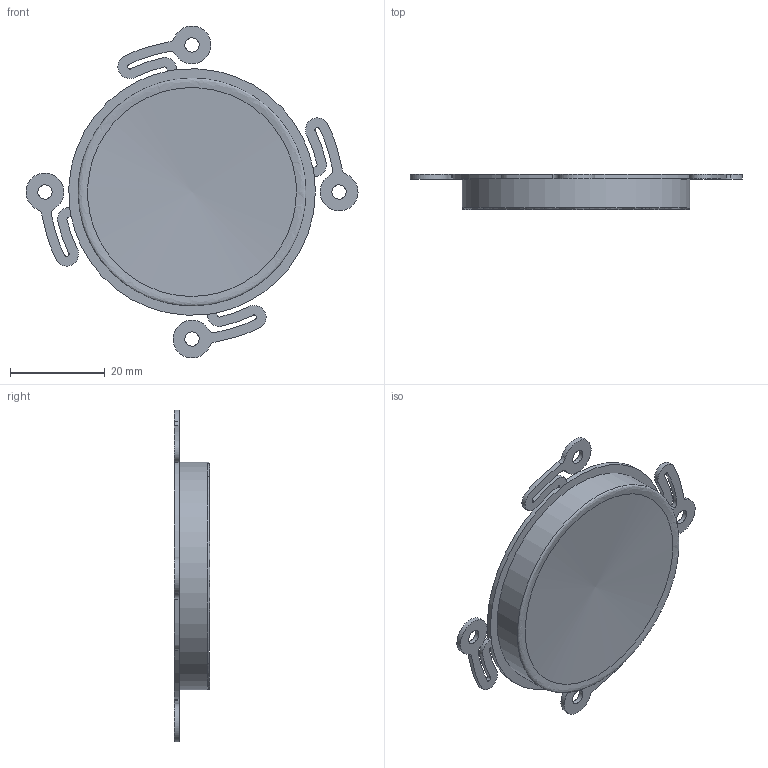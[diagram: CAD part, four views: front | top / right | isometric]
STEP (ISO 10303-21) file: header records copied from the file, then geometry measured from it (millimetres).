
FILE_DESCRIPTION(/* description */ (''),/* implementation_level */ '2;1');
FILE_NAME(/* name */ 'Discus_Push_Button',/* time_stamp */ '2022-02-20T23:08:39+01:00',/* author */ (''),/* organization */ (''),/* preprocessor_version */ 'ST-DEVELOPER v16.5',/* originating_system */ 'Rhino 7.15',/* authorisation */ '');
FILE_SCHEMA (('CONFIG_CONTROL_DESIGN'));
Length unit declared in the file: millimetre
Products named in the file (1): Document
Bounding box: 69.99 x 7.47 x 69.99 mm (x, y, z)
Volume: 5593.9 mm3; surface area: 7031.7 mm2
Topology: 1 solids, 1 shells, 76 faces, 194 edges, 123 vertices
Faces by surface type: plane 31, cylinder 24, bspline 21
Full cylindrical faces by diameter (mm): 3 x4, 48 x1
Entity records: 2651 total; most frequent: CARTESIAN_POINT 1405, ORIENTED_EDGE 388, EDGE_CURVE 194, VERTEX_POINT 123, EDGE_LOOP 87, ADVANCED_FACE 76, FACE_OUTER_BOUND 76, DIRECTION 55
